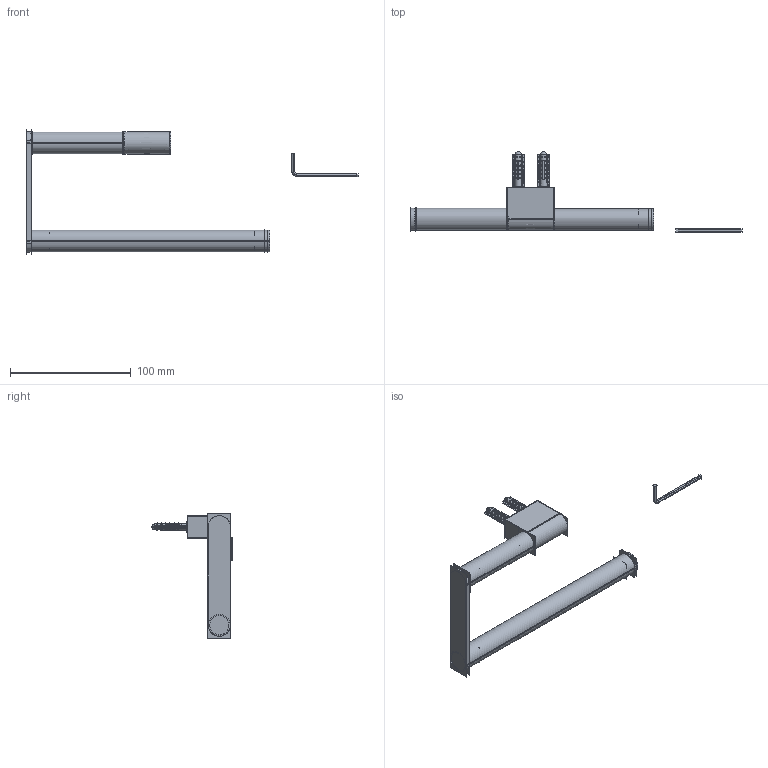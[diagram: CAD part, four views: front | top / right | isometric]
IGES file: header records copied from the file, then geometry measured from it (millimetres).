
Start section:  PTC IGES file: PRO013C.igs
Global section: file name: PRO013C.igs; native system: Pro/ENGINEER by Parametric Technology Corporation; preprocessor: 2009360; author: user33; organization: Unknown; date: 20200111.161939; units: millimetre
Bounding box: 275.38 x 66.76 x 104 mm (x, y, z)
Volume: 52837.4 mm3; surface area: 253864.3 mm2
Topology: 16 solids, 16 shells, 1878 faces, 9942 edges, 12509 vertices
Faces by surface type: revolution 1220, bspline 658
